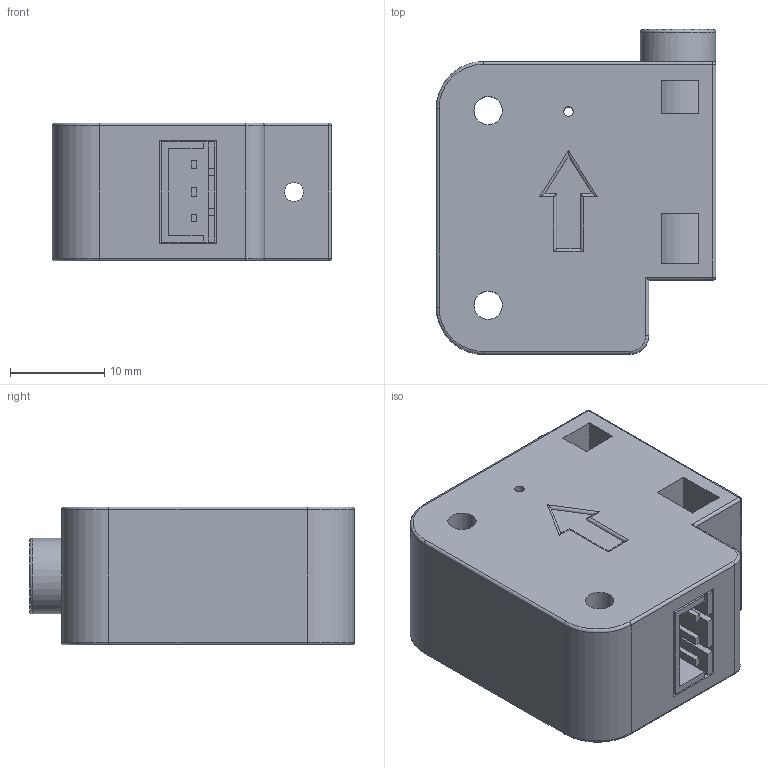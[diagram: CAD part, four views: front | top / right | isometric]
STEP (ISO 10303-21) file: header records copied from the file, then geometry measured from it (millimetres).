
FILE_DESCRIPTION(/* description */ (''),/* implementation_level */ '2;1');
FILE_NAME(/* name */ 'filament end sensor.stp',/* time_stamp */ '2020-11-19T20:22:47+03:00',/* author */ ('Max'),/* organization */ (''),/* preprocessor_version */ 'ST-DEVELOPER v16.5',/* originating_system */ 'Autodesk Inventor 2017',/* authorisation */ '');
FILE_SCHEMA (('AUTOMOTIVE_DESIGN { 1 0 10303 214 3 1 1 }'));
Length unit declared in the file: millimetre
Products named in the file (1): датчик  \X2\043E043A043E043D0447
 филамента
Bounding box: 29.6 x 34.4 x 14.6 mm (x, y, z)
Volume: 11791 mm3; surface area: 4441.2 mm2
Topology: 1 solids, 1 shells, 130 faces, 314 edges, 195 vertices
Faces by surface type: plane 83, cylinder 34, torus 7, sphere 4, bspline 2
Full cylindrical faces by diameter (mm): 1 x1, 2 x1, 3 x2, 8 x1
Entity records: 3774 total; most frequent: CARTESIAN_POINT 694, DIRECTION 630, ORIENTED_EDGE 612, EDGE_CURVE 306, LINE 236, VECTOR 236, AXIS2_PLACEMENT_3D 197, VERTEX_POINT 195
